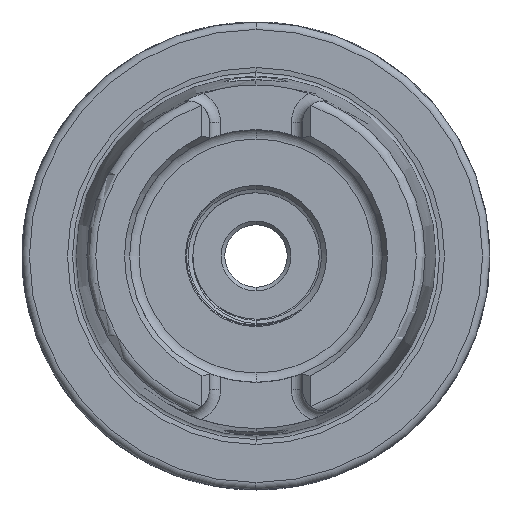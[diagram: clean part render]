
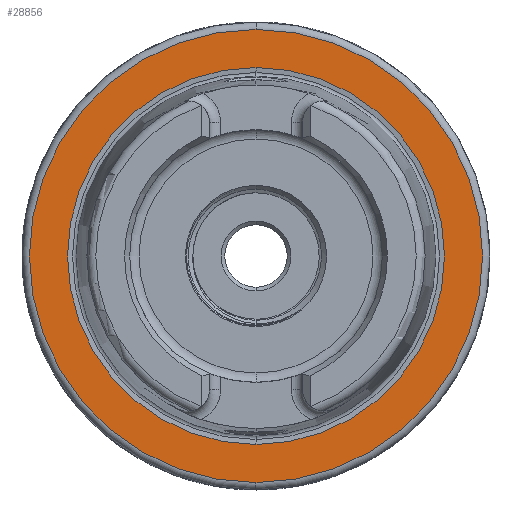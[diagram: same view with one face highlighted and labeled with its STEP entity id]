
A CAD part, left-side view. The second image highlights one B-rep face of the part: STEP entity #28856.
In plain terms, the highlighted planar face has unit normal (-1, 0, 0).
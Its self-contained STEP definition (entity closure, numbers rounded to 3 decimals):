
#1344 = DIRECTION ( 'NONE',  ( -1., 0., 0. ) ) ;
#1366 = CARTESIAN_POINT ( 'NONE',  ( 0., 0., 0. ) ) ;
#1375 = DIRECTION ( 'NONE',  ( 0., 0., 1. ) ) ;
#2276 = DIRECTION ( 'NONE',  ( 1., 0., 0. ) ) ;
#2278 = DIRECTION ( 'NONE',  ( 0., 0., -1. ) ) ;
#2299 = CARTESIAN_POINT ( 'NONE',  ( 0., 0., 0. ) ) ;
#2514 = AXIS2_PLACEMENT_3D ( 'NONE', #30672, #30674, #30675 ) ;
#2745 = AXIS2_PLACEMENT_3D ( 'NONE', #1366, #1344, #1375 ) ;
#2754 = AXIS2_PLACEMENT_3D ( 'NONE', #2299, #2276, #2278 ) ;
#15405 = AXIS2_PLACEMENT_3D ( 'NONE', #23141, #23174, #23136 ) ;
#15427 = AXIS2_PLACEMENT_3D ( 'NONE', #23303, #23317, #23331 ) ;
#17336 = CIRCLE ( 'NONE', #15427, 25.369 ) ;
#17354 = CIRCLE ( 'NONE', #15405, 30.5 ) ;
#17589 = CIRCLE ( 'NONE', #2745, 30.5 ) ;
#17598 = CIRCLE ( 'NONE', #2754, 25.369 ) ;
#20034 = EDGE_CURVE ( 'NONE', #28640, #28663, #17354, .T. ) ;
#20052 = EDGE_CURVE ( 'NONE', #28705, #28664, #17336, .T. ) ;
#20561 = EDGE_LOOP ( 'NONE', ( #27341, #27282 ) ) ;
#20668 = EDGE_LOOP ( 'NONE', ( #27398, #27287 ) ) ;
#20915 = EDGE_CURVE ( 'NONE', #28664, #28705, #17598, .T. ) ;
#20939 = EDGE_CURVE ( 'NONE', #28663, #28640, #17589, .T. ) ;
#23136 = DIRECTION ( 'NONE',  ( 0., 0., 1. ) ) ;
#23141 = CARTESIAN_POINT ( 'NONE',  ( 0., 0., 0. ) ) ;
#23174 = DIRECTION ( 'NONE',  ( -1., 0., 0. ) ) ;
#23303 = CARTESIAN_POINT ( 'NONE',  ( 0., 0., 0. ) ) ;
#23317 = DIRECTION ( 'NONE',  ( 1., 0., 0. ) ) ;
#23331 = DIRECTION ( 'NONE',  ( 0., 0., -1. ) ) ;
#25840 = FACE_OUTER_BOUND ( 'NONE', #20668, .T. ) ;
#25849 = FACE_BOUND ( 'NONE', #20561, .T. ) ;
#27282 = ORIENTED_EDGE ( 'NONE', *, *, #20915, .T. ) ;
#27287 = ORIENTED_EDGE ( 'NONE', *, *, #20939, .T. ) ;
#27341 = ORIENTED_EDGE ( 'NONE', *, *, #20052, .T. ) ;
#27398 = ORIENTED_EDGE ( 'NONE', *, *, #20034, .T. ) ;
#28640 = VERTEX_POINT ( 'NONE', #30628 ) ;
#28663 = VERTEX_POINT ( 'NONE', #30619 ) ;
#28664 = VERTEX_POINT ( 'NONE', #30638 ) ;
#28705 = VERTEX_POINT ( 'NONE', #30669 ) ;
#28856 = ADVANCED_FACE ( 'NONE', ( #25840, #25849 ), #30667, .T. ) ;
#30619 = CARTESIAN_POINT ( 'NONE',  ( 0., 0., -30.5 ) ) ;
#30628 = CARTESIAN_POINT ( 'NONE',  ( 0., 0., 30.5 ) ) ;
#30638 = CARTESIAN_POINT ( 'NONE',  ( 0., 0., -25.369 ) ) ;
#30667 = PLANE ( 'NONE',  #2514 ) ;
#30669 = CARTESIAN_POINT ( 'NONE',  ( 0., 0., 25.369 ) ) ;
#30672 = CARTESIAN_POINT ( 'NONE',  ( 0., 25.369, 0. ) ) ;
#30674 = DIRECTION ( 'NONE',  ( -1., 0., 0. ) ) ;
#30675 = DIRECTION ( 'NONE',  ( 0., 0., 1. ) ) ;
